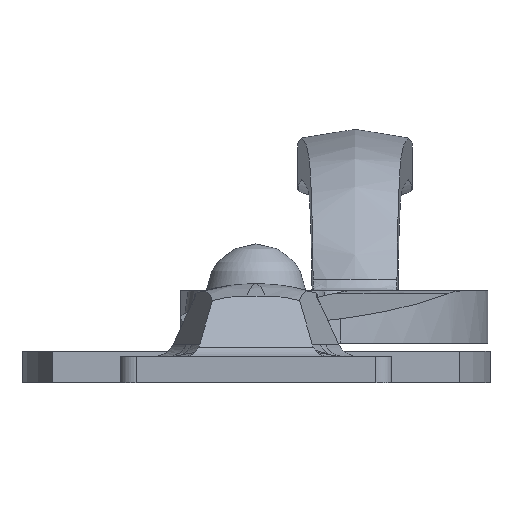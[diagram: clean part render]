
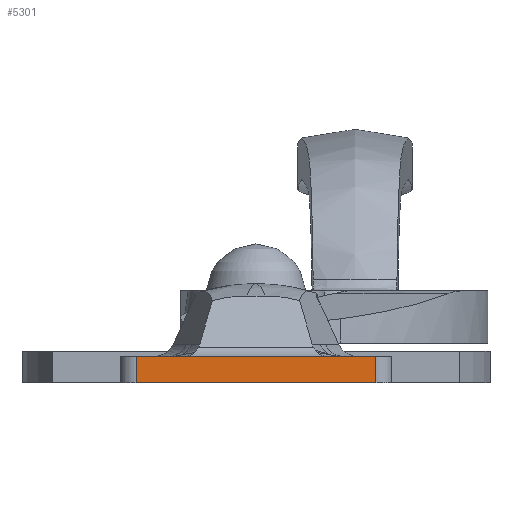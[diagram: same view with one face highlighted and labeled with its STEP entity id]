
A CAD part, left-side view. The second image highlights one B-rep face of the part: STEP entity #5301.
In plain terms, the highlighted free-form (B-spline) face has degree [1, 1] with [2, 2] control points.
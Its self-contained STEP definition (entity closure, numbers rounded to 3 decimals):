
#5235=CARTESIAN_POINT('',(74.0,23.0,0.0));
#5236=VERTEX_POINT('',#5235);
#5251=CARTESIAN_POINT('',(74.0,23.0,5.));
#5252=VERTEX_POINT('',#5251);
#5266=CARTESIAN_POINT('',(74.0,23.0,5.));
#5267=CARTESIAN_POINT('',(74.0,23.0,0.0));
#5268=QUASI_UNIFORM_CURVE('',1,(#5266,#5267),.UNSPECIFIED.,.F.,.U.);
#5269=EDGE_CURVE('',#5252,#5236,#5268,.T.);
#5274=CARTESIAN_POINT('',(74.0,-25.298,-0.25));
#5275=CARTESIAN_POINT('',(74.0,-25.298,5.25));
#5276=CARTESIAN_POINT('',(74.0,25.298,-0.25));
#5277=CARTESIAN_POINT('',(74.0,25.298,5.25));
#5278=B_SPLINE_SURFACE_WITH_KNOTS('',1,1,((#5274,#5276),(#5275,#5277)),.UNSPECIFIED.,.F.,.F.,.U.,(2,2),(2,2),(0.0,5.5),(0.0,50.595),.UNSPECIFIED.);
#5279=CARTESIAN_POINT('',(74.0,-23.0,0.0));
#5280=VERTEX_POINT('',#5279);
#5281=CARTESIAN_POINT('',(74.0,-23.0,0.0));
#5282=CARTESIAN_POINT('',(74.0,23.0,0.0));
#5283=QUASI_UNIFORM_CURVE('',1,(#5281,#5282),.UNSPECIFIED.,.F.,.U.);
#5284=EDGE_CURVE('',#5280,#5236,#5283,.T.);
#5285=ORIENTED_EDGE('',*,*,#5284,.T.);
#5286=ORIENTED_EDGE('',*,*,#5269,.F.);
#5287=CARTESIAN_POINT('',(74.0,-23.0,5.));
#5288=VERTEX_POINT('',#5287);
#5289=CARTESIAN_POINT('',(74.0,-23.0,5.));
#5290=CARTESIAN_POINT('',(74.0,23.0,5.));
#5291=QUASI_UNIFORM_CURVE('',1,(#5289,#5290),.UNSPECIFIED.,.F.,.U.);
#5292=EDGE_CURVE('',#5288,#5252,#5291,.T.);
#5293=ORIENTED_EDGE('',*,*,#5292,.F.);
#5294=CARTESIAN_POINT('',(74.0,-23.0,5.));
#5295=CARTESIAN_POINT('',(74.0,-23.0,0.0));
#5296=QUASI_UNIFORM_CURVE('',1,(#5294,#5295),.UNSPECIFIED.,.F.,.U.);
#5297=EDGE_CURVE('',#5288,#5280,#5296,.T.);
#5298=ORIENTED_EDGE('',*,*,#5297,.T.);
#5299=EDGE_LOOP('',(#5285,#5286,#5293,#5298));
#5300=FACE_OUTER_BOUND('',#5299,.T.);
#5301=ADVANCED_FACE('',(#5300),#5278,.F.);
